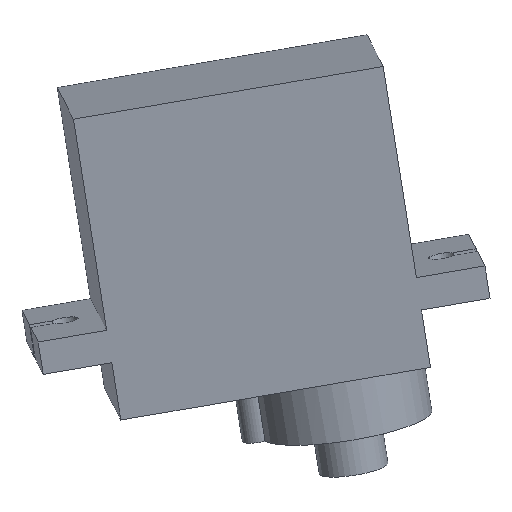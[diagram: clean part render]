
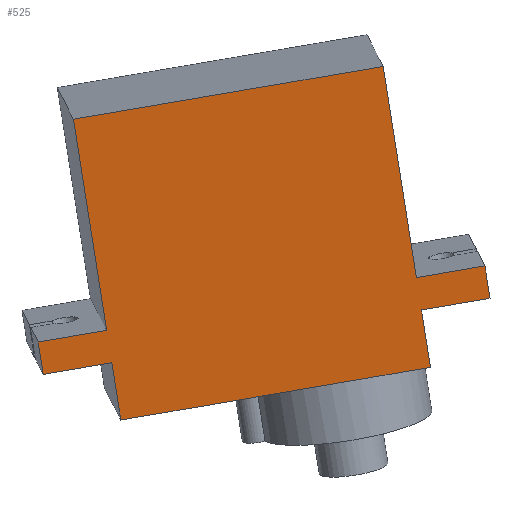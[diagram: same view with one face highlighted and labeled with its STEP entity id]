
A CAD part, top view. The second image highlights one B-rep face of the part: STEP entity #525.
In plain terms, the highlighted planar face has unit normal (0.094, -0.185, 0.978).
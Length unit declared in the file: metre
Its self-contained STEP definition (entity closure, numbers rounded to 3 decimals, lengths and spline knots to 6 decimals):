
#66=ORIENTED_EDGE('',*,*,#207,.T.);
#67=ORIENTED_EDGE('',*,*,#191,.F.);
#68=ORIENTED_EDGE('',*,*,#211,.F.);
#69=ORIENTED_EDGE('',*,*,#212,.F.);
#70=ORIENTED_EDGE('',*,*,#213,.T.);
#71=ORIENTED_EDGE('',*,*,#189,.F.);
#72=ORIENTED_EDGE('',*,*,#214,.F.);
#73=ORIENTED_EDGE('',*,*,#210,.F.);
#74=ORIENTED_EDGE('',*,*,#195,.T.);
#75=ORIENTED_EDGE('',*,*,#215,.F.);
#76=ORIENTED_EDGE('',*,*,#216,.F.);
#77=ORIENTED_EDGE('',*,*,#217,.T.);
#78=ORIENTED_EDGE('',*,*,#202,.T.);
#189=EDGE_CURVE('',#263,#261,#312,.T.);
#191=EDGE_CURVE('',#264,#266,#314,.T.);
#195=EDGE_CURVE('',#270,#268,#318,.T.);
#202=EDGE_CURVE('',#274,#276,#325,.T.);
#207=EDGE_CURVE('',#276,#266,#326,.T.);
#210=EDGE_CURVE('',#270,#281,#328,.T.);
#211=EDGE_CURVE('',#282,#264,#329,.T.);
#212=EDGE_CURVE('',#283,#282,#330,.T.);
#213=EDGE_CURVE('',#283,#261,#331,.T.);
#214=EDGE_CURVE('',#281,#263,#332,.T.);
#215=EDGE_CURVE('',#284,#268,#333,.T.);
#216=EDGE_CURVE('',#285,#284,#334,.T.);
#217=EDGE_CURVE('',#285,#274,#335,.T.);
#261=VERTEX_POINT('',#752);
#263=VERTEX_POINT('',#756);
#264=VERTEX_POINT('',#760);
#266=VERTEX_POINT('',#763);
#268=VERTEX_POINT('',#769);
#270=VERTEX_POINT('',#772);
#274=VERTEX_POINT('',#781);
#276=VERTEX_POINT('',#785);
#281=VERTEX_POINT('',#802);
#282=VERTEX_POINT('',#806);
#283=VERTEX_POINT('',#808);
#284=VERTEX_POINT('',#812);
#285=VERTEX_POINT('',#814);
#312=LINE('',#757,#373);
#314=LINE('',#762,#375);
#318=LINE('',#771,#379);
#325=LINE('',#786,#386);
#326=LINE('',#798,#387);
#328=LINE('',#803,#389);
#329=LINE('',#805,#390);
#330=LINE('',#807,#391);
#331=LINE('',#809,#392);
#332=LINE('',#810,#393);
#333=LINE('',#811,#394);
#334=LINE('',#813,#395);
#335=LINE('',#815,#396);
#373=VECTOR('',#608,1.);
#375=VECTOR('',#612,1.);
#379=VECTOR('',#618,1.);
#386=VECTOR('',#627,1.);
#387=VECTOR('',#642,1.);
#389=VECTOR('',#648,1.);
#390=VECTOR('',#651,1.);
#391=VECTOR('',#652,1.);
#392=VECTOR('',#653,1.);
#393=VECTOR('',#654,1.);
#394=VECTOR('',#655,1.);
#395=VECTOR('',#656,1.);
#396=VECTOR('',#657,1.);
#440=EDGE_LOOP('',(#66,#67,#68,#69,#70,#71,#72,#73,#74,#75,#76,#77,#78));
#471=FACE_BOUND('',#440,.T.);
#501=PLANE('',#572);
#525=ADVANCED_FACE('',(#471),#501,.F.);
#572=AXIS2_PLACEMENT_3D('',#804,#649,#650);
#608=DIRECTION('',(-0.152,0.968,0.197));
#612=DIRECTION('',(-0.152,0.968,0.197));
#618=DIRECTION('',(-0.152,0.968,0.197));
#627=DIRECTION('',(-0.152,0.968,0.197));
#642=DIRECTION('',(-0.984,-0.168,0.063));
#648=DIRECTION('',(-0.984,-0.168,0.063));
#649=DIRECTION('',(-0.094,0.185,-0.978));
#650=DIRECTION('',(0.984,0.168,-0.063));
#651=DIRECTION('',(0.984,0.168,-0.063));
#652=DIRECTION('',(-0.152,0.968,0.197));
#653=DIRECTION('',(0.984,0.168,-0.063));
#654=DIRECTION('',(-0.984,-0.168,0.063));
#655=DIRECTION('',(-0.984,-0.168,0.063));
#656=DIRECTION('',(0.152,-0.968,-0.197));
#657=DIRECTION('',(-0.984,-0.168,0.063));
#752=CARTESIAN_POINT('',(0.131724,-0.070435,0.249969));
#756=CARTESIAN_POINT('',(0.132371,-0.074551,0.24913));
#757=CARTESIAN_POINT('',(0.132371,-0.074551,0.24913));
#760=CARTESIAN_POINT('',(0.131358,-0.068111,0.250443));
#762=CARTESIAN_POINT('',(0.132371,-0.074551,0.24913));
#763=CARTESIAN_POINT('',(0.128973,-0.052956,0.253533));
#769=CARTESIAN_POINT('',(0.153959,-0.066647,0.248553));
#771=CARTESIAN_POINT('',(0.154607,-0.070763,0.247714));
#772=CARTESIAN_POINT('',(0.154607,-0.070763,0.247714));
#781=CARTESIAN_POINT('',(0.153593,-0.064323,0.249027));
#785=CARTESIAN_POINT('',(0.151208,-0.049168,0.252117));
#786=CARTESIAN_POINT('',(0.154607,-0.070763,0.247714));
#798=CARTESIAN_POINT('',(0.151208,-0.049168,0.252117));
#802=CARTESIAN_POINT('',(0.148507,-0.071802,0.248102));
#803=CARTESIAN_POINT('',(0.154607,-0.070763,0.247714));
#804=CARTESIAN_POINT('',(0.154607,-0.070763,0.247714));
#805=CARTESIAN_POINT('',(0.126439,-0.068949,0.250756));
#806=CARTESIAN_POINT('',(0.126439,-0.068949,0.250756));
#807=CARTESIAN_POINT('',(0.126804,-0.071273,0.250282));
#808=CARTESIAN_POINT('',(0.126804,-0.071273,0.250282));
#809=CARTESIAN_POINT('',(0.126804,-0.071273,0.250282));
#810=CARTESIAN_POINT('',(0.154607,-0.070763,0.247714));
#811=CARTESIAN_POINT('',(0.158878,-0.065809,0.24824));
#812=CARTESIAN_POINT('',(0.158878,-0.065809,0.24824));
#813=CARTESIAN_POINT('',(0.158513,-0.063485,0.248714));
#814=CARTESIAN_POINT('',(0.158513,-0.063485,0.248714));
#815=CARTESIAN_POINT('',(0.158513,-0.063485,0.248714));
